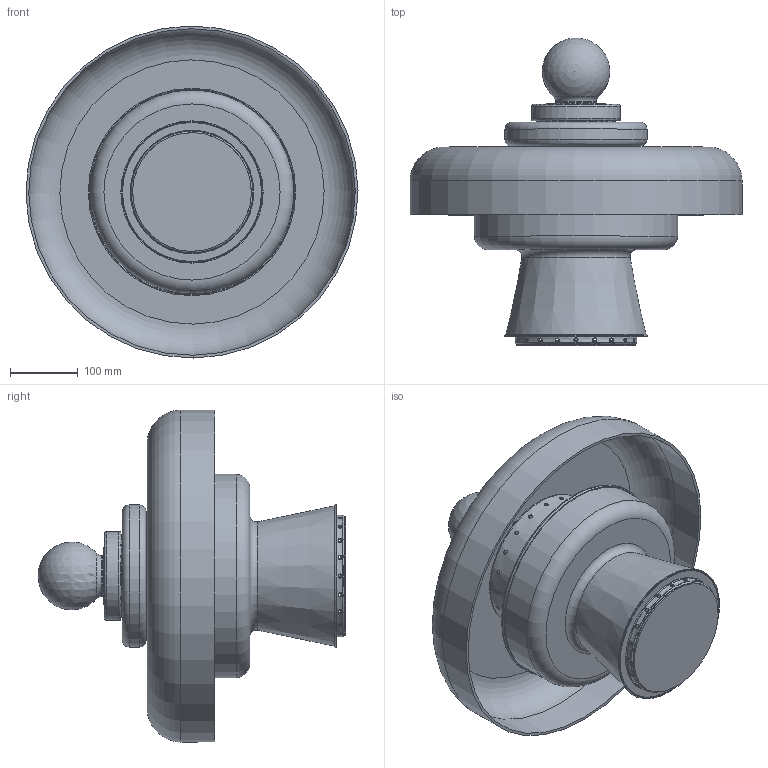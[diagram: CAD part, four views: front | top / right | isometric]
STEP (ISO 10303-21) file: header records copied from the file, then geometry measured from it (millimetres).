
FILE_DESCRIPTION(/* description */ (''),/* implementation_level */ '2;1');
FILE_NAME(/* name */ 'F443710100BIWL.stp',/* time_stamp */ '2020-08-13T17:19:03+02:00',/* author */ ('damato'),/* organization */ (''),/* preprocessor_version */ 'ST-DEVELOPER v17.2',/* originating_system */ 'Autodesk Inventor 2019',/* authorisation */ '');
FILE_SCHEMA (('CONFIG_CONTROL_DESIGN'));
Length unit declared in the file: millimetre
Products named in the file (1): Assieme Regina versione led_Shrinkwrap_1
Bounding box: 489.98 x 454.28 x 489.98 mm (x, y, z)
Volume: 2589352.2 mm3; surface area: 1586304.9 mm2
Topology: 15 solids, 15 shells, 288 faces, 938 edges, 705 vertices
Faces by surface type: plane 107, cylinder 102, torus 62, cone 12, bspline 3, sphere 2
Full cylindrical faces by diameter (mm): 2.459 x4, 3 x4, 3.242 x3, 4 x5, 6 x46, 10.5 x12, 12 x3, 52.2 x1, 60.2 x1, 82 x1, 90 x1, 146.4 x1, 151.5 x1, 154.5 x1, 160 x1, 162 x1, 162.4 x1, 170 x1, 175 x1, 177.6 x1, 180 x1, 202 x1, 205.2 x1, 207 x1, 210 x2, 292 x1, 300 x1, 303 x1, 306 x1, 482 x1
Entity records: 13916 total; most frequent: CARTESIAN_POINT 4727, ORIENTED_EDGE 1862, DIRECTION 1844, EDGE_CURVE 931, AXIS2_PLACEMENT_3D 791, VERTEX_POINT 705, CIRCLE 505, EDGE_LOOP 454
